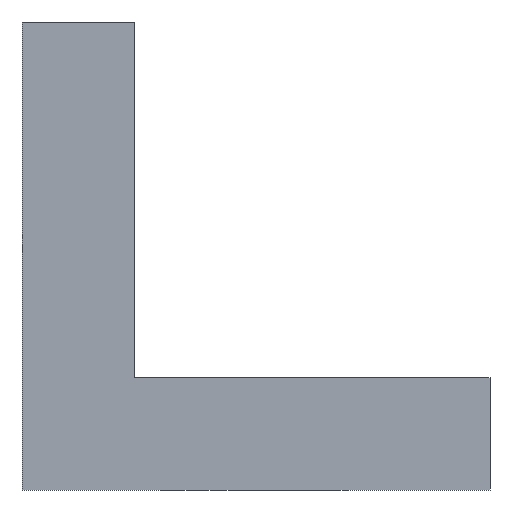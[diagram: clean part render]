
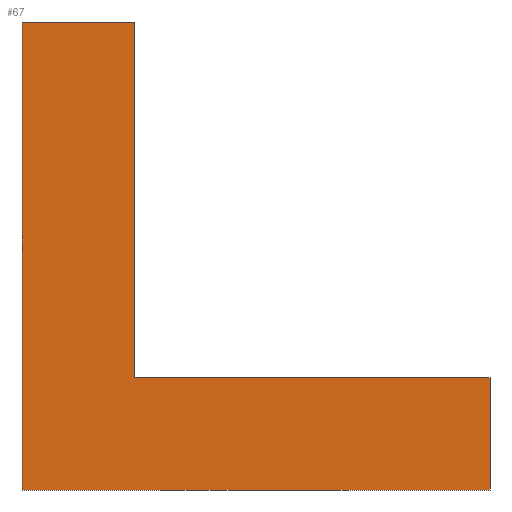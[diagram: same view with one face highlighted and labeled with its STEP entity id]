
A CAD part, front view. The second image highlights one B-rep face of the part: STEP entity #67.
In plain terms, the highlighted planar face has unit normal (0, -1, 0).
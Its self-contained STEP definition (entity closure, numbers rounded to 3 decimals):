
#67=ADVANCED_FACE('',(#138),#139,.T.);
#138=FACE_OUTER_BOUND('',#210,.T.);
#139=PLANE('',#211);
#210=EDGE_LOOP('',(#335,#336,#337,#338,#339,#340));
#211=AXIS2_PLACEMENT_3D('',#341,#342,#343);
#335=ORIENTED_EDGE('',*,*,#428,.T.);
#336=ORIENTED_EDGE('',*,*,#442,.T.);
#337=ORIENTED_EDGE('',*,*,#447,.T.);
#338=ORIENTED_EDGE('',*,*,#461,.T.);
#339=ORIENTED_EDGE('',*,*,#462,.F.);
#340=ORIENTED_EDGE('',*,*,#449,.T.);
#341=CARTESIAN_POINT('',(83.0,130.0,0.0));
#342=DIRECTION('',(0.0,-1.0,0.0));
#343=DIRECTION('',(0.0,0.0,-1.0));
#428=EDGE_CURVE('',#505,#503,#506,.T.);
#442=EDGE_CURVE('',#503,#524,#526,.T.);
#447=EDGE_CURVE('',#524,#532,#534,.T.);
#449=EDGE_CURVE('',#536,#505,#537,.T.);
#461=EDGE_CURVE('',#532,#555,#556,.T.);
#462=EDGE_CURVE('',#536,#555,#557,.T.);
#503=VERTEX_POINT('',#602);
#505=VERTEX_POINT('',#605);
#506=LINE('',#606,#607);
#524=VERTEX_POINT('',#632);
#526=LINE('',#635,#636);
#532=VERTEX_POINT('',#642);
#534=LINE('',#645,#646);
#536=VERTEX_POINT('',#648);
#537=LINE('',#649,#650);
#555=VERTEX_POINT('',#673);
#556=LINE('',#674,#675);
#557=LINE('',#676,#677);
#602=CARTESIAN_POINT('',(45.0,130.0,0.0));
#605=CARTESIAN_POINT('',(83.0,130.0,0.0));
#606=CARTESIAN_POINT('',(83.0,130.0,0.0));
#607=VECTOR('',#723,1.0);
#632=CARTESIAN_POINT('',(45.0,130.0,38.0));
#635=CARTESIAN_POINT('',(45.0,130.0,0.0));
#636=VECTOR('',#738,1.0);
#642=CARTESIAN_POINT('',(33.0,130.0,38.0));
#645=CARTESIAN_POINT('',(45.0,130.0,38.0));
#646=VECTOR('',#746,1.0);
#648=CARTESIAN_POINT('',(83.0,130.0,-12.0));
#649=CARTESIAN_POINT('',(83.0,130.0,-12.0));
#650=VECTOR('',#747,1.0);
#673=CARTESIAN_POINT('',(33.0,130.0,-12.0));
#674=CARTESIAN_POINT('',(33.0,130.0,38.0));
#675=VECTOR('',#762,1.0);
#676=CARTESIAN_POINT('',(83.0,130.0,-12.0));
#677=VECTOR('',#763,1.0);
#723=DIRECTION('',(-1.0,0.0,0.0));
#738=DIRECTION('',(0.0,0.0,1.0));
#746=DIRECTION('',(-1.0,0.0,0.0));
#747=DIRECTION('',(0.0,0.0,1.0));
#762=DIRECTION('',(0.0,0.0,-1.0));
#763=DIRECTION('',(-1.0,0.0,0.0));
